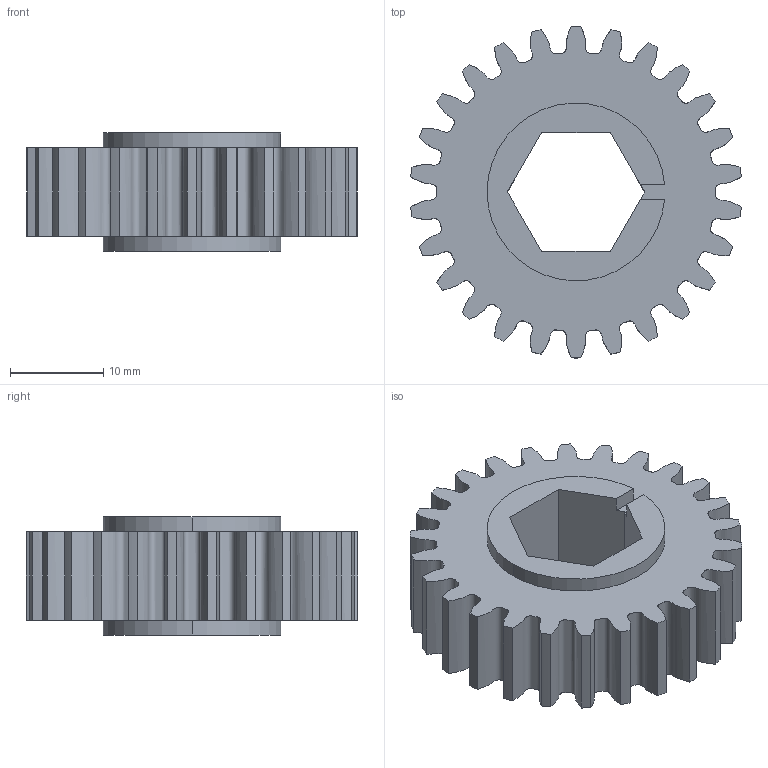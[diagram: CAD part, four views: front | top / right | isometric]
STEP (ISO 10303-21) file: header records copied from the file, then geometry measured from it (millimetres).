
FILE_DESCRIPTION (( 'STEP AP214' ), '1' );
FILE_NAME ('WCP-0737 Rev1.step', '2022-11-27T22:37:01', ( '' ), ( '' ), 'SwSTEP 2.0', 'SolidWorks 2020', '' );
FILE_SCHEMA (( 'AUTOMOTIVE_DESIGN' ));
Length unit declared in the file: inch
Products named in the file (1): WCP-0737 Rev1
Bounding box: 35.41 x 35.56 x 12.65 mm (x, y, z)
Volume: 7404.4 mm3; surface area: 4154.1 mm2
Topology: 1 solids, 1 shells, 68 faces, 195 edges, 130 vertices
Faces by surface type: cylinder 30, bspline 26, plane 12
Entity records: 11487 total; most frequent: CARTESIAN_POINT 9780, ORIENTED_EDGE 390, DIRECTION 289, EDGE_CURVE 195, VERTEX_POINT 130, AXIS2_PLACEMENT_3D 103, VECTOR 83, LINE 83
